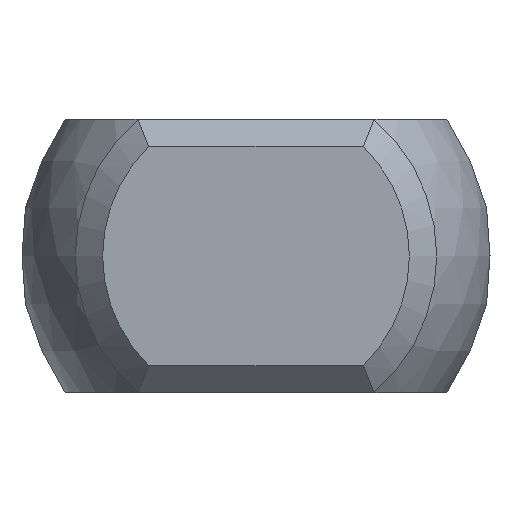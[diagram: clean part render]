
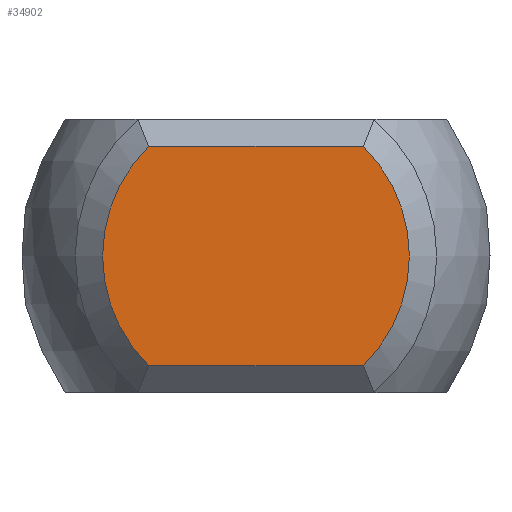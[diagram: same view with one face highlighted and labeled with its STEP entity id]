
A CAD part, left-side view. The second image highlights one B-rep face of the part: STEP entity #34902.
In plain terms, the highlighted planar face has unit normal (-1, 0, 0).
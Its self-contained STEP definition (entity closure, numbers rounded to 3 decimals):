
#32061 = PLANE('',#32062);
#32062 = AXIS2_PLACEMENT_3D('',#32063,#32064,#32065);
#32063 = CARTESIAN_POINT('',(-31.,3.125,2.25));
#32064 = DIRECTION('',(0.707,0.,-0.707));
#32065 = DIRECTION('',(-0.707,0.,-0.707));
#34251 = EDGE_CURVE('',#34252,#34254,#34256,.T.);
#34252 = VERTEX_POINT('',#34253);
#34253 = CARTESIAN_POINT('',(-31.25,-1.96,-2.));
#34254 = VERTEX_POINT('',#34255);
#34255 = CARTESIAN_POINT('',(-31.25,-1.96,2.));
#34256 = SURFACE_CURVE('',#34257,(#34262,#34274),.PCURVE_S1.);
#34257 = CIRCLE('',#34258,2.8);
#34258 = AXIS2_PLACEMENT_3D('',#34259,#34260,#34261);
#34259 = CARTESIAN_POINT('',(-31.25,0.,0.));
#34260 = DIRECTION('',(-1.,0.,0.));
#34261 = DIRECTION('',(0.,-1.,0.));
#34262 = PCURVE('',#34263,#34268);
#34263 = CONICAL_SURFACE('',#34264,3.05,0.785);
#34264 = AXIS2_PLACEMENT_3D('',#34265,#34266,#34267);
#34265 = CARTESIAN_POINT('',(-31.,0.,0.));
#34266 = DIRECTION('',(1.,0.,0.));
#34267 = DIRECTION('',(0.,-1.,0.));
#34268 = DEFINITIONAL_REPRESENTATION('',(#34269),#34273);
#34269 = LINE('',#34270,#34271);
#34270 = CARTESIAN_POINT('',(6.283,-0.25));
#34271 = VECTOR('',#34272,1.);
#34272 = DIRECTION('',(-1.,0.));
#34273 = ( GEOMETRIC_REPRESENTATION_CONTEXT(2) 
PARAMETRIC_REPRESENTATION_CONTEXT() REPRESENTATION_CONTEXT('2D SPACE',''
  ) );
#34274 = PCURVE('',#34275,#34280);
#34275 = PLANE('',#34276);
#34276 = AXIS2_PLACEMENT_3D('',#34277,#34278,#34279);
#34277 = CARTESIAN_POINT('',(-31.25,0.,0.));
#34278 = DIRECTION('',(1.,0.,0.));
#34279 = DIRECTION('',(0.,0.,-1.));
#34280 = DEFINITIONAL_REPRESENTATION('',(#34281),#34289);
#34281 = ( BOUNDED_CURVE() B_SPLINE_CURVE(2,(#34282,#34283,#34284,#34285
    ,#34286,#34287,#34288),.UNSPECIFIED.,.T.,.F.) 
B_SPLINE_CURVE_WITH_KNOTS((1,2,2,2,2,1),(-2.094,0.,
    2.094,4.189,6.283,8.378),
.UNSPECIFIED.) CURVE() GEOMETRIC_REPRESENTATION_ITEM() 
RATIONAL_B_SPLINE_CURVE((1.,0.5,1.,0.5,1.,0.5,1.)) REPRESENTATION_ITEM(
  '') );
#34282 = CARTESIAN_POINT('',(0.,-2.8));
#34283 = CARTESIAN_POINT('',(-4.85,-2.8));
#34284 = CARTESIAN_POINT('',(-2.425,1.4));
#34285 = CARTESIAN_POINT('',(0.,5.6));
#34286 = CARTESIAN_POINT('',(2.425,1.4));
#34287 = CARTESIAN_POINT('',(4.85,-2.8));
#34288 = CARTESIAN_POINT('',(0.,-2.8));
#34289 = ( GEOMETRIC_REPRESENTATION_CONTEXT(2) 
PARAMETRIC_REPRESENTATION_CONTEXT() REPRESENTATION_CONTEXT('2D SPACE',''
  ) );
#34307 = PLANE('',#34308);
#34308 = AXIS2_PLACEMENT_3D('',#34309,#34310,#34311);
#34309 = CARTESIAN_POINT('',(-31.,-3.125,-2.25));
#34310 = DIRECTION('',(0.707,0.,0.707)
  );
#34311 = DIRECTION('',(0.707,0.,-0.707));
#34367 = EDGE_CURVE('',#34254,#34368,#34370,.T.);
#34368 = VERTEX_POINT('',#34369);
#34369 = CARTESIAN_POINT('',(-31.25,1.96,2.));
#34370 = SURFACE_CURVE('',#34371,(#34375,#34382),.PCURVE_S1.);
#34371 = LINE('',#34372,#34373);
#34372 = CARTESIAN_POINT('',(-31.25,3.125,2.));
#34373 = VECTOR('',#34374,1.);
#34374 = DIRECTION('',(0.,1.,0.));
#34375 = PCURVE('',#32061,#34376);
#34376 = DEFINITIONAL_REPRESENTATION('',(#34377),#34381);
#34377 = LINE('',#34378,#34379);
#34378 = CARTESIAN_POINT('',(0.354,0.));
#34379 = VECTOR('',#34380,1.);
#34380 = DIRECTION('',(0.,1.));
#34381 = ( GEOMETRIC_REPRESENTATION_CONTEXT(2) 
PARAMETRIC_REPRESENTATION_CONTEXT() REPRESENTATION_CONTEXT('2D SPACE',''
  ) );
#34382 = PCURVE('',#34275,#34383);
#34383 = DEFINITIONAL_REPRESENTATION('',(#34384),#34388);
#34384 = LINE('',#34385,#34386);
#34385 = CARTESIAN_POINT('',(-2.,3.125));
#34386 = VECTOR('',#34387,1.);
#34387 = DIRECTION('',(0.,1.));
#34388 = ( GEOMETRIC_REPRESENTATION_CONTEXT(2) 
PARAMETRIC_REPRESENTATION_CONTEXT() REPRESENTATION_CONTEXT('2D SPACE',''
  ) );
#34408 = CONICAL_SURFACE('',#34409,3.05,0.785);
#34409 = AXIS2_PLACEMENT_3D('',#34410,#34411,#34412);
#34410 = CARTESIAN_POINT('',(-31.,0.,0.));
#34411 = DIRECTION('',(1.,0.,0.));
#34412 = DIRECTION('',(-0.,1.,0.));
#34422 = EDGE_CURVE('',#34368,#34423,#34425,.T.);
#34423 = VERTEX_POINT('',#34424);
#34424 = CARTESIAN_POINT('',(-31.25,1.96,-2.));
#34425 = SURFACE_CURVE('',#34426,(#34431,#34438),.PCURVE_S1.);
#34426 = CIRCLE('',#34427,2.8);
#34427 = AXIS2_PLACEMENT_3D('',#34428,#34429,#34430);
#34428 = CARTESIAN_POINT('',(-31.25,0.,0.));
#34429 = DIRECTION('',(-1.,0.,0.));
#34430 = DIRECTION('',(0.,1.,0.));
#34431 = PCURVE('',#34408,#34432);
#34432 = DEFINITIONAL_REPRESENTATION('',(#34433),#34437);
#34433 = LINE('',#34434,#34435);
#34434 = CARTESIAN_POINT('',(6.283,-0.25));
#34435 = VECTOR('',#34436,1.);
#34436 = DIRECTION('',(-1.,0.));
#34437 = ( GEOMETRIC_REPRESENTATION_CONTEXT(2) 
PARAMETRIC_REPRESENTATION_CONTEXT() REPRESENTATION_CONTEXT('2D SPACE',''
  ) );
#34438 = PCURVE('',#34275,#34439);
#34439 = DEFINITIONAL_REPRESENTATION('',(#34440),#34448);
#34440 = ( BOUNDED_CURVE() B_SPLINE_CURVE(2,(#34441,#34442,#34443,#34444
    ,#34445,#34446,#34447),.UNSPECIFIED.,.T.,.F.) 
B_SPLINE_CURVE_WITH_KNOTS((1,2,2,2,2,1),(-2.094,0.,
    2.094,4.189,6.283,8.378),
.UNSPECIFIED.) CURVE() GEOMETRIC_REPRESENTATION_ITEM() 
RATIONAL_B_SPLINE_CURVE((1.,0.5,1.,0.5,1.,0.5,1.)) REPRESENTATION_ITEM(
  '') );
#34441 = CARTESIAN_POINT('',(0.,2.8));
#34442 = CARTESIAN_POINT('',(4.85,2.8));
#34443 = CARTESIAN_POINT('',(2.425,-1.4));
#34444 = CARTESIAN_POINT('',(0.,-5.6));
#34445 = CARTESIAN_POINT('',(-2.425,-1.4));
#34446 = CARTESIAN_POINT('',(-4.85,2.8));
#34447 = CARTESIAN_POINT('',(0.,2.8));
#34448 = ( GEOMETRIC_REPRESENTATION_CONTEXT(2) 
PARAMETRIC_REPRESENTATION_CONTEXT() REPRESENTATION_CONTEXT('2D SPACE',''
  ) );
#34522 = EDGE_CURVE('',#34423,#34252,#34523,.T.);
#34523 = SURFACE_CURVE('',#34524,(#34528,#34535),.PCURVE_S1.);
#34524 = LINE('',#34525,#34526);
#34525 = CARTESIAN_POINT('',(-31.25,-3.125,-2.));
#34526 = VECTOR('',#34527,1.);
#34527 = DIRECTION('',(0.,-1.,0.));
#34528 = PCURVE('',#34307,#34529);
#34529 = DEFINITIONAL_REPRESENTATION('',(#34530),#34534);
#34530 = LINE('',#34531,#34532);
#34531 = CARTESIAN_POINT('',(-0.354,0.));
#34532 = VECTOR('',#34533,1.);
#34533 = DIRECTION('',(0.,-1.));
#34534 = ( GEOMETRIC_REPRESENTATION_CONTEXT(2) 
PARAMETRIC_REPRESENTATION_CONTEXT() REPRESENTATION_CONTEXT('2D SPACE',''
  ) );
#34535 = PCURVE('',#34275,#34536);
#34536 = DEFINITIONAL_REPRESENTATION('',(#34537),#34541);
#34537 = LINE('',#34538,#34539);
#34538 = CARTESIAN_POINT('',(2.,-3.125));
#34539 = VECTOR('',#34540,1.);
#34540 = DIRECTION('',(0.,-1.));
#34541 = ( GEOMETRIC_REPRESENTATION_CONTEXT(2) 
PARAMETRIC_REPRESENTATION_CONTEXT() REPRESENTATION_CONTEXT('2D SPACE',''
  ) );
#34902 = ADVANCED_FACE('',(#34903),#34275,.F.);
#34903 = FACE_BOUND('',#34904,.T.);
#34904 = EDGE_LOOP('',(#34905,#34906,#34907,#34908));
#34905 = ORIENTED_EDGE('',*,*,#34251,.T.);
#34906 = ORIENTED_EDGE('',*,*,#34367,.T.);
#34907 = ORIENTED_EDGE('',*,*,#34422,.T.);
#34908 = ORIENTED_EDGE('',*,*,#34522,.T.);
